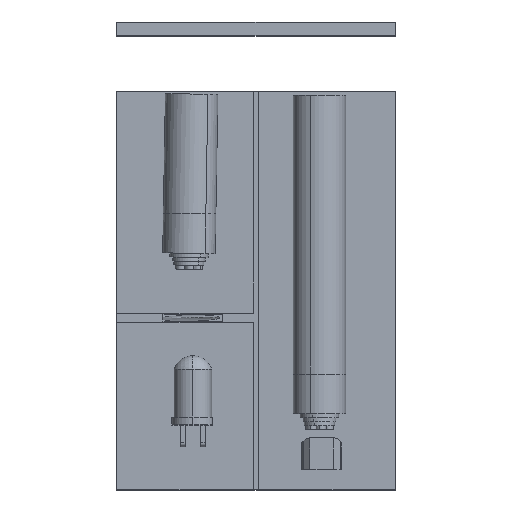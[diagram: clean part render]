
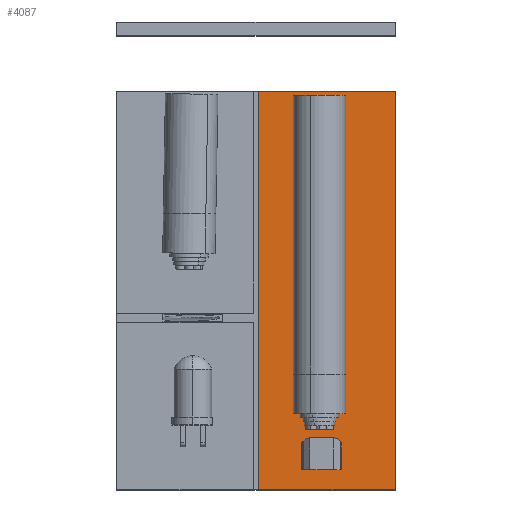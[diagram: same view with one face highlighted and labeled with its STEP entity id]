
A CAD part, top view. The second image highlights one B-rep face of the part: STEP entity #4087.
In plain terms, the highlighted planar face has unit normal (0, 0, 1).
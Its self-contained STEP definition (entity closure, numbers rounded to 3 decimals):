
#10 = EDGE_CURVE ( 'NONE', #2531, #668, #3314, .T. ) ;
#42 = EDGE_LOOP ( 'NONE', ( #975, #4779, #4237, #1114 ) ) ;
#84 = EDGE_CURVE ( 'NONE', #3938, #3410, #3010, .T. ) ;
#247 = EDGE_CURVE ( 'NONE', #5670, #3834, #6060, .T. ) ;
#278 = CARTESIAN_POINT ( 'NONE',  ( 24.825, 5.15, 2. ) ) ;
#301 = ORIENTED_EDGE ( 'NONE', *, *, #5743, .T. ) ;
#668 = VERTEX_POINT ( 'NONE', #3469 ) ;
#694 = CARTESIAN_POINT ( 'NONE',  ( 17.825, 50., 2. ) ) ;
#772 = DIRECTION ( 'NONE',  ( 1., 0., 0. ) ) ;
#863 = DIRECTION ( 'NONE',  ( 0., 1., 0. ) ) ;
#911 = ORIENTED_EDGE ( 'NONE', *, *, #3902, .T. ) ;
#956 = DIRECTION ( 'NONE',  ( -1., 0., 0. ) ) ;
#975 = ORIENTED_EDGE ( 'NONE', *, *, #3727, .F. ) ;
#1114 = ORIENTED_EDGE ( 'NONE', *, *, #2429, .F. ) ;
#1172 = DIRECTION ( 'NONE',  ( 1., 0., 0. ) ) ;
#1235 = ORIENTED_EDGE ( 'NONE', *, *, #84, .F. ) ;
#1264 = VECTOR ( 'NONE', #1172, 1000. ) ;
#1269 = DIRECTION ( 'NONE',  ( 0., 1., 0. ) ) ;
#1323 = CARTESIAN_POINT ( 'NONE',  ( 35., 0., 2. ) ) ;
#1339 = VERTEX_POINT ( 'NONE', #5728 ) ;
#1393 = VECTOR ( 'NONE', #5405, 1000. ) ;
#1464 = VERTEX_POINT ( 'NONE', #2145 ) ;
#1810 = EDGE_CURVE ( 'NONE', #3571, #5670, #5447, .T. ) ;
#1854 = LINE ( 'NONE', #3207, #1956 ) ;
#1930 = VERTEX_POINT ( 'NONE', #4515 ) ;
#1945 = PLANE ( 'NONE',  #3066 ) ;
#1956 = VECTOR ( 'NONE', #863, 1000. ) ;
#1991 = VECTOR ( 'NONE', #4056, 1000. ) ;
#2075 = DIRECTION ( 'NONE',  ( 0., -1., 0. ) ) ;
#2145 = CARTESIAN_POINT ( 'NONE',  ( 24.175, 5.15, 2. ) ) ;
#2147 = ORIENTED_EDGE ( 'NONE', *, *, #247, .F. ) ;
#2155 = EDGE_LOOP ( 'NONE', ( #1235, #301, #911, #4397 ) ) ;
#2164 = CARTESIAN_POINT ( 'NONE',  ( 24.825, 5.6, 2. ) ) ;
#2359 = DIRECTION ( 'NONE',  ( -1., 0., 0. ) ) ;
#2384 = EDGE_LOOP ( 'NONE', ( #2147, #5296, #5712, #2749 ) ) ;
#2407 = FACE_BOUND ( 'NONE', #2384, .T. ) ;
#2429 = EDGE_CURVE ( 'NONE', #1464, #1339, #3989, .T. ) ;
#2531 = VERTEX_POINT ( 'NONE', #2164 ) ;
#2568 = VECTOR ( 'NONE', #956, 1000. ) ;
#2668 = VECTOR ( 'NONE', #2075, 1000. ) ;
#2688 = CARTESIAN_POINT ( 'NONE',  ( 26.675, 5.15, 2. ) ) ;
#2749 = ORIENTED_EDGE ( 'NONE', *, *, #3810, .F. ) ;
#2858 = VECTOR ( 'NONE', #5357, 1000. ) ;
#2896 = LINE ( 'NONE', #4315, #2568 ) ;
#3010 = LINE ( 'NONE', #694, #1393 ) ;
#3066 = AXIS2_PLACEMENT_3D ( 'NONE', #5605, #4757, #5645 ) ;
#3088 = CARTESIAN_POINT ( 'NONE',  ( 27.325, 5.15, 2. ) ) ;
#3119 = LINE ( 'NONE', #3088, #6021 ) ;
#3162 = VECTOR ( 'NONE', #3205, 1000. ) ;
#3185 = LINE ( 'NONE', #5555, #3330 ) ;
#3205 = DIRECTION ( 'NONE',  ( 0., 1., 0. ) ) ;
#3207 = CARTESIAN_POINT ( 'NONE',  ( 24.825, 5.15, 2. ) ) ;
#3314 = LINE ( 'NONE', #3837, #5327 ) ;
#3330 = VECTOR ( 'NONE', #1269, 1000. ) ;
#3410 = VERTEX_POINT ( 'NONE', #3587 ) ;
#3464 = LINE ( 'NONE', #4883, #2668 ) ;
#3469 = CARTESIAN_POINT ( 'NONE',  ( 24.175, 5.6, 2. ) ) ;
#3571 = VERTEX_POINT ( 'NONE', #5803 ) ;
#3587 = CARTESIAN_POINT ( 'NONE',  ( 17.825, 50., 2. ) ) ;
#3727 = EDGE_CURVE ( 'NONE', #668, #1464, #3464, .T. ) ;
#3765 = FACE_BOUND ( 'NONE', #42, .T. ) ;
#3772 = CARTESIAN_POINT ( 'NONE',  ( 35., 0., 2. ) ) ;
#3810 = EDGE_CURVE ( 'NONE', #3834, #5216, #3119, .T. ) ;
#3834 = VERTEX_POINT ( 'NONE', #2688 ) ;
#3837 = CARTESIAN_POINT ( 'NONE',  ( 24.825, 5.6, 2. ) ) ;
#3902 = EDGE_CURVE ( 'NONE', #4958, #1930, #5553, .T. ) ;
#3938 = VERTEX_POINT ( 'NONE', #5809 ) ;
#3989 = LINE ( 'NONE', #278, #5050 ) ;
#4056 = DIRECTION ( 'NONE',  ( 0., -1., 0. ) ) ;
#4087 = ADVANCED_FACE ( 'NONE', ( #3765, #2407, #4355 ), #1945, .F. ) ;
#4165 = EDGE_CURVE ( 'NONE', #1930, #3410, #2896, .T. ) ;
#4237 = ORIENTED_EDGE ( 'NONE', *, *, #5503, .F. ) ;
#4315 = CARTESIAN_POINT ( 'NONE',  ( 0., 50., 2. ) ) ;
#4355 = FACE_OUTER_BOUND ( 'NONE', #2155, .T. ) ;
#4397 = ORIENTED_EDGE ( 'NONE', *, *, #4165, .T. ) ;
#4413 = LINE ( 'NONE', #5455, #1264 ) ;
#4515 = CARTESIAN_POINT ( 'NONE',  ( 35., 50., 2. ) ) ;
#4757 = DIRECTION ( 'NONE',  ( 0., 0., -1. ) ) ;
#4779 = ORIENTED_EDGE ( 'NONE', *, *, #10, .F. ) ;
#4883 = CARTESIAN_POINT ( 'NONE',  ( 24.175, 5.15, 2. ) ) ;
#4929 = CARTESIAN_POINT ( 'NONE',  ( 27.325, 5.6, 2. ) ) ;
#4958 = VERTEX_POINT ( 'NONE', #3772 ) ;
#4971 = DIRECTION ( 'NONE',  ( 1., 0., 0. ) ) ;
#5050 = VECTOR ( 'NONE', #772, 1000. ) ;
#5216 = VERTEX_POINT ( 'NONE', #5399 ) ;
#5296 = ORIENTED_EDGE ( 'NONE', *, *, #1810, .F. ) ;
#5327 = VECTOR ( 'NONE', #2359, 1000. ) ;
#5357 = DIRECTION ( 'NONE',  ( -1., 0., 0. ) ) ;
#5399 = CARTESIAN_POINT ( 'NONE',  ( 27.325, 5.15, 2. ) ) ;
#5405 = DIRECTION ( 'NONE',  ( 0., 1., 0. ) ) ;
#5447 = LINE ( 'NONE', #4929, #2858 ) ;
#5455 = CARTESIAN_POINT ( 'NONE',  ( 0., 0., 2. ) ) ;
#5469 = EDGE_CURVE ( 'NONE', #5216, #3571, #3185, .T. ) ;
#5471 = CARTESIAN_POINT ( 'NONE',  ( 26.675, 5.6, 2. ) ) ;
#5503 = EDGE_CURVE ( 'NONE', #1339, #2531, #1854, .T. ) ;
#5553 = LINE ( 'NONE', #1323, #3162 ) ;
#5555 = CARTESIAN_POINT ( 'NONE',  ( 27.325, 5.6, 2. ) ) ;
#5605 = CARTESIAN_POINT ( 'NONE',  ( 0., 0., 2. ) ) ;
#5645 = DIRECTION ( 'NONE',  ( -1., 0., 0. ) ) ;
#5670 = VERTEX_POINT ( 'NONE', #5841 ) ;
#5712 = ORIENTED_EDGE ( 'NONE', *, *, #5469, .F. ) ;
#5728 = CARTESIAN_POINT ( 'NONE',  ( 24.825, 5.15, 2. ) ) ;
#5743 = EDGE_CURVE ( 'NONE', #3938, #4958, #4413, .T. ) ;
#5803 = CARTESIAN_POINT ( 'NONE',  ( 27.325, 5.6, 2. ) ) ;
#5809 = CARTESIAN_POINT ( 'NONE',  ( 17.825, 0., 2. ) ) ;
#5841 = CARTESIAN_POINT ( 'NONE',  ( 26.675, 5.6, 2. ) ) ;
#6021 = VECTOR ( 'NONE', #4971, 1000. ) ;
#6060 = LINE ( 'NONE', #5471, #1991 ) ;
